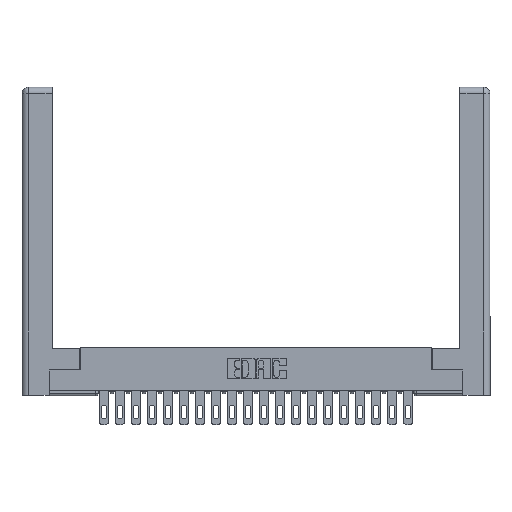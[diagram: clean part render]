
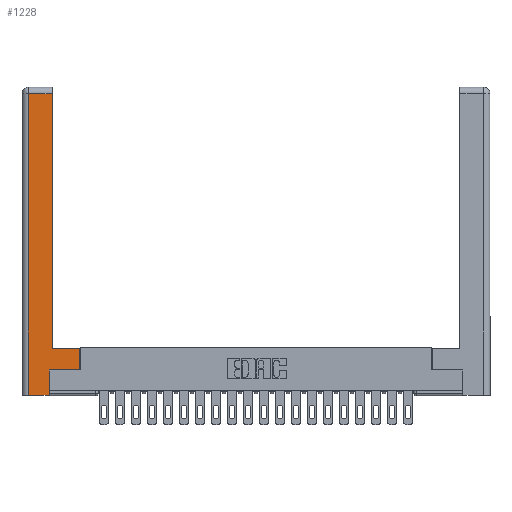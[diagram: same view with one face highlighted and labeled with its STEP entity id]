
A CAD part, top view. The second image highlights one B-rep face of the part: STEP entity #1228.
In plain terms, the highlighted planar face has unit normal (0, 0, 1).
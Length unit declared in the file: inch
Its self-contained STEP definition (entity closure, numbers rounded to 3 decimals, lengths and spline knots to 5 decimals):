
#32 = VECTOR ( 'NONE', #2262, 39.37008 ) ;
#548 = LINE ( 'NONE', #15271, #20458 ) ;
#585 = ORIENTED_EDGE ( 'NONE', *, *, #8138, .T. ) ;
#644 = EDGE_CURVE ( 'NONE', #8560, #22636, #3906, .T. ) ;
#673 = EDGE_CURVE ( 'NONE', #9818, #6605, #15077, .T. ) ;
#870 = ORIENTED_EDGE ( 'NONE', *, *, #7180, .T. ) ;
#1228 = ADVANCED_FACE ( 'NONE', ( #4542 ), #9908, .F. ) ;
#1381 = DIRECTION ( 'NONE',  ( 0., 1., 0. ) ) ;
#1922 = EDGE_CURVE ( 'NONE', #6605, #10100, #12318, .T. ) ;
#2262 = DIRECTION ( 'NONE',  ( 1., 0., 0. ) ) ;
#2558 = DIRECTION ( 'NONE',  ( -1., 0., 0. ) ) ;
#3220 = VECTOR ( 'NONE', #21045, 39.37008 ) ;
#3381 = CARTESIAN_POINT ( 'NONE',  ( 0.295, 3., 0. ) ) ;
#3451 = CARTESIAN_POINT ( 'NONE',  ( 0.565, 0.45, 0. ) ) ;
#3906 = LINE ( 'NONE', #10918, #32 ) ;
#4007 = CARTESIAN_POINT ( 'NONE',  ( 0.295, 0.45, 0. ) ) ;
#4123 = LINE ( 'NONE', #4007, #20055 ) ;
#4542 = FACE_OUTER_BOUND ( 'NONE', #12477, .T. ) ;
#4661 = LINE ( 'NONE', #20931, #3220 ) ;
#4664 = LINE ( 'NONE', #6081, #11822 ) ;
#4699 = VERTEX_POINT ( 'NONE', #5530 ) ;
#5530 = CARTESIAN_POINT ( 'NONE',  ( 0.295, 0.45, 0. ) ) ;
#5713 = ORIENTED_EDGE ( 'NONE', *, *, #644, .T. ) ;
#6081 = CARTESIAN_POINT ( 'NONE',  ( 0.0615, 2.94, 0. ) ) ;
#6375 = ORIENTED_EDGE ( 'NONE', *, *, #7696, .T. ) ;
#6605 = VERTEX_POINT ( 'NONE', #8714 ) ;
#7180 = EDGE_CURVE ( 'NONE', #10100, #4699, #4123, .T. ) ;
#7696 = EDGE_CURVE ( 'NONE', #21764, #20216, #4664, .T. ) ;
#7891 = EDGE_CURVE ( 'NONE', #4699, #21764, #17411, .T. ) ;
#8138 = EDGE_CURVE ( 'NONE', #20216, #8560, #548, .T. ) ;
#8560 = VERTEX_POINT ( 'NONE', #16631 ) ;
#8692 = CARTESIAN_POINT ( 'NONE',  ( 0.0615, 2.94, 0. ) ) ;
#8714 = CARTESIAN_POINT ( 'NONE',  ( 0.565, 0.245, 0. ) ) ;
#9140 = DIRECTION ( 'NONE',  ( -1., 0., 0. ) ) ;
#9818 = VERTEX_POINT ( 'NONE', #15235 ) ;
#9908 = PLANE ( 'NONE',  #18071 ) ;
#10100 = VERTEX_POINT ( 'NONE', #21214 ) ;
#10584 = DIRECTION ( 'NONE',  ( 0., 1., 0. ) ) ;
#10918 = CARTESIAN_POINT ( 'NONE',  ( 0.265, 0., 0. ) ) ;
#11781 = DIRECTION ( 'NONE',  ( -1., 0., 0. ) ) ;
#11822 = VECTOR ( 'NONE', #11781, 39.37008 ) ;
#12223 = VECTOR ( 'NONE', #1381, 39.37008 ) ;
#12318 = LINE ( 'NONE', #3451, #13862 ) ;
#12477 = EDGE_LOOP ( 'NONE', ( #18670, #6375, #585, #5713, #21411, #16609, #14428, #870 ) ) ;
#12771 = DIRECTION ( 'NONE',  ( 1., 0., 0. ) ) ;
#13513 = CARTESIAN_POINT ( 'NONE',  ( 0.265, 0., 0. ) ) ;
#13862 = VECTOR ( 'NONE', #10584, 39.37008 ) ;
#14428 = ORIENTED_EDGE ( 'NONE', *, *, #1922, .T. ) ;
#15077 = LINE ( 'NONE', #20587, #20969 ) ;
#15235 = CARTESIAN_POINT ( 'NONE',  ( 0.265, 0.245, 0. ) ) ;
#15271 = CARTESIAN_POINT ( 'NONE',  ( 0.0615, 0., 0. ) ) ;
#16609 = ORIENTED_EDGE ( 'NONE', *, *, #673, .T. ) ;
#16631 = CARTESIAN_POINT ( 'NONE',  ( 0.0615, 0., 0. ) ) ;
#17046 = CARTESIAN_POINT ( 'NONE',  ( 0., 0., 0. ) ) ;
#17411 = LINE ( 'NONE', #3381, #12223 ) ;
#17840 = EDGE_CURVE ( 'NONE', #22636, #9818, #4661, .T. ) ;
#18071 = AXIS2_PLACEMENT_3D ( 'NONE', #17046, #18573, #2558 ) ;
#18556 = DIRECTION ( 'NONE',  ( 0., -1., 0. ) ) ;
#18573 = DIRECTION ( 'NONE',  ( 0., 0., -1. ) ) ;
#18670 = ORIENTED_EDGE ( 'NONE', *, *, #7891, .T. ) ;
#20055 = VECTOR ( 'NONE', #9140, 39.37008 ) ;
#20156 = CARTESIAN_POINT ( 'NONE',  ( 0.295, 2.94, 0. ) ) ;
#20216 = VERTEX_POINT ( 'NONE', #8692 ) ;
#20458 = VECTOR ( 'NONE', #18556, 39.37008 ) ;
#20587 = CARTESIAN_POINT ( 'NONE',  ( 0.565, 0.245, 0. ) ) ;
#20931 = CARTESIAN_POINT ( 'NONE',  ( 0.265, 0.245, 0. ) ) ;
#20969 = VECTOR ( 'NONE', #12771, 39.37008 ) ;
#21045 = DIRECTION ( 'NONE',  ( 0., 1., 0. ) ) ;
#21214 = CARTESIAN_POINT ( 'NONE',  ( 0.565, 0.45, 0. ) ) ;
#21411 = ORIENTED_EDGE ( 'NONE', *, *, #17840, .T. ) ;
#21764 = VERTEX_POINT ( 'NONE', #20156 ) ;
#22636 = VERTEX_POINT ( 'NONE', #13513 ) ;
